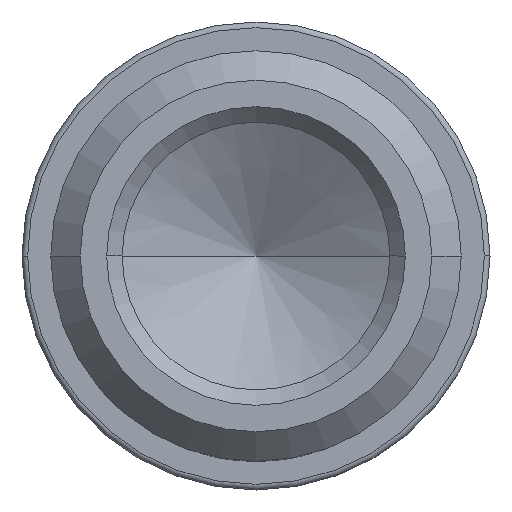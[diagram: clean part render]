
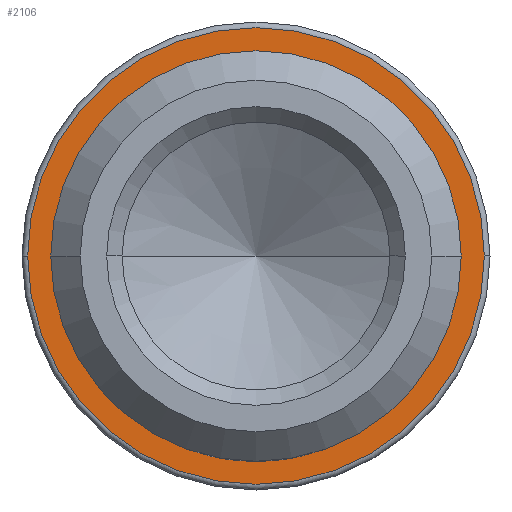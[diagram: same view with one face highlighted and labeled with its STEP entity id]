
A CAD part, front view. The second image highlights one B-rep face of the part: STEP entity #2106.
In plain terms, the highlighted planar face has unit normal (0, -1, 0).
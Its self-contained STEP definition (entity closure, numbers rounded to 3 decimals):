
#122=CARTESIAN_POINT('',(0.,-0.004,0.));
#123=DIRECTION('',(0.,1.,0.));
#124=DIRECTION('',(1.,0.,0.));
#125=AXIS2_PLACEMENT_3D('',#122,#123,#124);
#137=CARTESIAN_POINT('',(0.,-0.004,0.));
#138=DIRECTION('',(0.,1.,0.));
#139=DIRECTION('',(-1.,0.,0.));
#140=AXIS2_PLACEMENT_3D('',#137,#138,#139);
#147=CARTESIAN_POINT('',(0.,-0.004,0.));
#148=DIRECTION('',(0.,1.,0.));
#149=DIRECTION('',(1.,0.,0.));
#150=AXIS2_PLACEMENT_3D('',#147,#148,#149);
#152=CARTESIAN_POINT('',(0.,-0.004,0.));
#153=DIRECTION('',(0.,-1.,0.));
#154=DIRECTION('',(1.,0.,0.));
#155=AXIS2_PLACEMENT_3D('',#152,#153,#154);
#1695=CARTESIAN_POINT('',(2.679,-0.004,0.));
#1696=VERTEX_POINT('',#1695);
#1699=CARTESIAN_POINT('',(-2.679,-0.004,0.));
#1700=VERTEX_POINT('',#1699);
#1705=CARTESIAN_POINT('',(-2.98,-0.004,0.));
#1706=CARTESIAN_POINT('',(2.98,-0.004,0.));
#1707=VERTEX_POINT('',#1705);
#1708=VERTEX_POINT('',#1706);
#2091=CARTESIAN_POINT('',(0.,-0.004,0.));
#2092=DIRECTION('',(0.,-1.,0.));
#2093=DIRECTION('',(-1.,0.,0.));
#2094=AXIS2_PLACEMENT_3D('',#2091,#2092,#2093);
#2095=PLANE('',#2094);
#2096=ORIENTED_EDGE('',*,*,#2073,.T.);
#2097=ORIENTED_EDGE('',*,*,#2058,.T.);
#2098=EDGE_LOOP('',(#2096,#2097));
#2099=FACE_OUTER_BOUND('',#2098,.F.);
#2101=ORIENTED_EDGE('',*,*,#2100,.F.);
#2103=ORIENTED_EDGE('',*,*,#2102,.T.);
#2104=EDGE_LOOP('',(#2101,#2103));
#2105=FACE_BOUND('',#2104,.F.);
#2106=ADVANCED_FACE('',(#2099,#2105),#2095,.T.);
#126=CIRCLE('',#125,2.98);
#141=CIRCLE('',#140,2.98);
#151=CIRCLE('',#150,2.679);
#156=CIRCLE('',#155,2.679);
#2058=EDGE_CURVE('',#1708,#1707,#126,.T.);
#2073=EDGE_CURVE('',#1707,#1708,#141,.T.);
#2100=EDGE_CURVE('',#1696,#1700,#151,.T.);
#2102=EDGE_CURVE('',#1696,#1700,#156,.T.);
